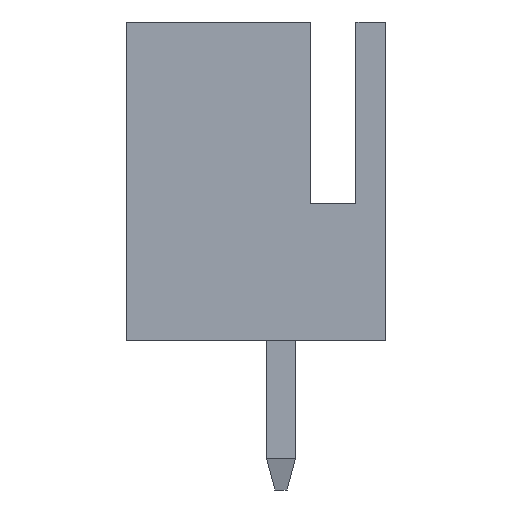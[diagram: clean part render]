
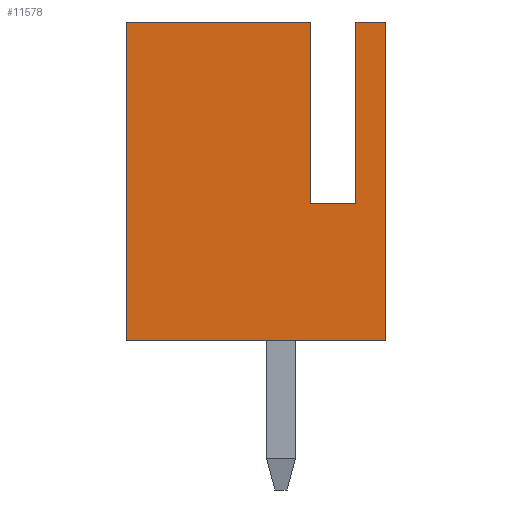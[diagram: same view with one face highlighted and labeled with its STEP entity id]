
A CAD part, left-side view. The second image highlights one B-rep face of the part: STEP entity #11578.
In plain terms, the highlighted planar face has unit normal (-1, 0, 0).
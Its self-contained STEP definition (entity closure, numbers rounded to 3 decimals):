
#21 = CARTESIAN_POINT ( 'NONE',  ( -20.05, 1.65, 7. ) ) ;
#212 = DIRECTION ( 'NONE',  ( 0., 0., 1. ) ) ;
#542 = VERTEX_POINT ( 'NONE', #9619 ) ;
#620 = ORIENTED_EDGE ( 'NONE', *, *, #637, .F. ) ;
#637 = EDGE_CURVE ( 'NONE', #3594, #4573, #2191, .T. ) ;
#1104 = LINE ( 'NONE', #6252, #9323 ) ;
#1380 = EDGE_CURVE ( 'NONE', #4573, #2572, #14550, .T. ) ;
#1419 = DIRECTION ( 'NONE',  ( 0., 0., -1. ) ) ;
#1566 = PLANE ( 'NONE',  #7806 ) ;
#1882 = CARTESIAN_POINT ( 'NONE',  ( -20.05, 0., 0. ) ) ;
#1988 = CARTESIAN_POINT ( 'NONE',  ( -20.05, 5.7, 7. ) ) ;
#2191 = LINE ( 'NONE', #6047, #8507 ) ;
#2445 = ORIENTED_EDGE ( 'NONE', *, *, #1380, .F. ) ;
#2572 = VERTEX_POINT ( 'NONE', #1882 ) ;
#2626 = LINE ( 'NONE', #11548, #4980 ) ;
#2647 = EDGE_CURVE ( 'NONE', #11739, #11703, #9172, .T. ) ;
#3014 = FACE_OUTER_BOUND ( 'NONE', #13182, .T. ) ;
#3169 = EDGE_CURVE ( 'NONE', #11703, #2572, #10124, .T. ) ;
#3265 = VECTOR ( 'NONE', #212, 1000. ) ;
#3326 = CARTESIAN_POINT ( 'NONE',  ( -20.05, 0., 7. ) ) ;
#3469 = VERTEX_POINT ( 'NONE', #21 ) ;
#3566 = DIRECTION ( 'NONE',  ( 0., -1., 0. ) ) ;
#3594 = VERTEX_POINT ( 'NONE', #16221 ) ;
#4324 = ORIENTED_EDGE ( 'NONE', *, *, #8715, .T. ) ;
#4379 = CARTESIAN_POINT ( 'NONE',  ( -20.05, 5.7, 7. ) ) ;
#4404 = LINE ( 'NONE', #6657, #3265 ) ;
#4573 = VERTEX_POINT ( 'NONE', #3326 ) ;
#4599 = EDGE_CURVE ( 'NONE', #3469, #542, #1104, .T. ) ;
#4818 = VERTEX_POINT ( 'NONE', #8481 ) ;
#4980 = VECTOR ( 'NONE', #14160, 1000. ) ;
#5286 = VECTOR ( 'NONE', #9662, 1000. ) ;
#6047 = CARTESIAN_POINT ( 'NONE',  ( -20.05, 5.7, 7. ) ) ;
#6252 = CARTESIAN_POINT ( 'NONE',  ( -20.05, 1.65, 7. ) ) ;
#6413 = CARTESIAN_POINT ( 'NONE',  ( -20.05, 0., 7. ) ) ;
#6529 = EDGE_CURVE ( 'NONE', #11739, #3469, #12484, .T. ) ;
#6626 = VECTOR ( 'NONE', #13978, 1000. ) ;
#6657 = CARTESIAN_POINT ( 'NONE',  ( -20.05, 0.65, 7. ) ) ;
#7806 = AXIS2_PLACEMENT_3D ( 'NONE', #1988, #10096, #9930 ) ;
#8481 = CARTESIAN_POINT ( 'NONE',  ( -20.05, 0.65, 3. ) ) ;
#8507 = VECTOR ( 'NONE', #11515, 1000. ) ;
#8715 = EDGE_CURVE ( 'NONE', #4818, #542, #2626, .T. ) ;
#9109 = DIRECTION ( 'NONE',  ( 0., 0., -1. ) ) ;
#9172 = LINE ( 'NONE', #4379, #5286 ) ;
#9323 = VECTOR ( 'NONE', #9109, 1000. ) ;
#9619 = CARTESIAN_POINT ( 'NONE',  ( -20.05, 1.65, 3. ) ) ;
#9662 = DIRECTION ( 'NONE',  ( 0., 0., -1. ) ) ;
#9930 = DIRECTION ( 'NONE',  ( 0., 0., -1. ) ) ;
#9979 = CARTESIAN_POINT ( 'NONE',  ( -20.05, 5.7, 7. ) ) ;
#10002 = ORIENTED_EDGE ( 'NONE', *, *, #3169, .T. ) ;
#10096 = DIRECTION ( 'NONE',  ( 1., 0., 0. ) ) ;
#10124 = LINE ( 'NONE', #15411, #11250 ) ;
#10276 = CARTESIAN_POINT ( 'NONE',  ( -20.05, 5.7, 7. ) ) ;
#10304 = EDGE_CURVE ( 'NONE', #4818, #3594, #4404, .T. ) ;
#11250 = VECTOR ( 'NONE', #3566, 1000. ) ;
#11515 = DIRECTION ( 'NONE',  ( 0., -1., 0. ) ) ;
#11548 = CARTESIAN_POINT ( 'NONE',  ( -20.05, 5.7, 3. ) ) ;
#11578 = ADVANCED_FACE ( 'NONE', ( #3014 ), #1566, .F. ) ;
#11703 = VERTEX_POINT ( 'NONE', #13661 ) ;
#11739 = VERTEX_POINT ( 'NONE', #10276 ) ;
#12059 = ORIENTED_EDGE ( 'NONE', *, *, #4599, .F. ) ;
#12416 = VECTOR ( 'NONE', #1419, 1000. ) ;
#12482 = ORIENTED_EDGE ( 'NONE', *, *, #10304, .F. ) ;
#12484 = LINE ( 'NONE', #9979, #6626 ) ;
#13182 = EDGE_LOOP ( 'NONE', ( #12482, #4324, #12059, #15703, #16061, #10002, #2445, #620 ) ) ;
#13661 = CARTESIAN_POINT ( 'NONE',  ( -20.05, 5.7, 0. ) ) ;
#13978 = DIRECTION ( 'NONE',  ( 0., -1., 0. ) ) ;
#14160 = DIRECTION ( 'NONE',  ( 0., 1., 0. ) ) ;
#14550 = LINE ( 'NONE', #6413, #12416 ) ;
#15411 = CARTESIAN_POINT ( 'NONE',  ( -20.05, 5.7, 0. ) ) ;
#15703 = ORIENTED_EDGE ( 'NONE', *, *, #6529, .F. ) ;
#16061 = ORIENTED_EDGE ( 'NONE', *, *, #2647, .T. ) ;
#16221 = CARTESIAN_POINT ( 'NONE',  ( -20.05, 0.65, 7. ) ) ;
